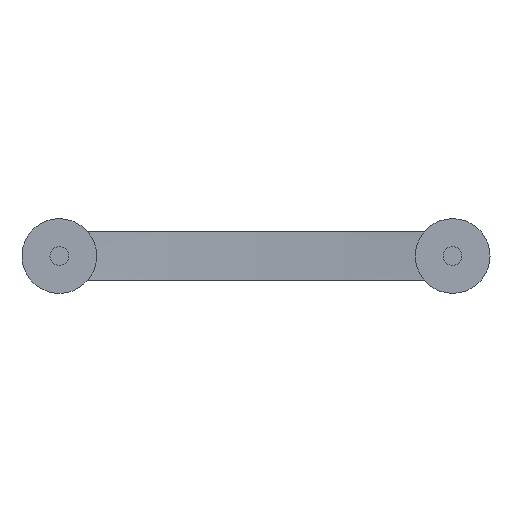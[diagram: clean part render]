
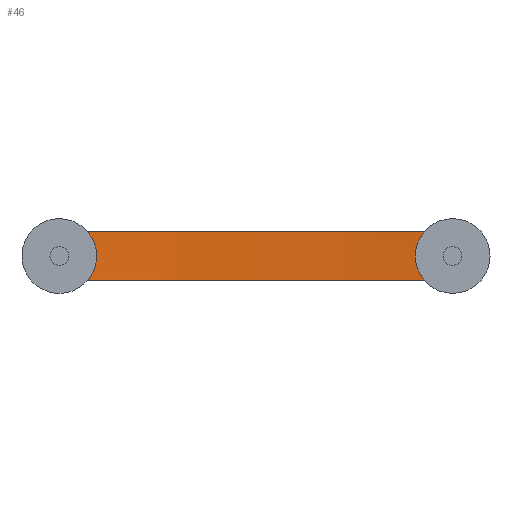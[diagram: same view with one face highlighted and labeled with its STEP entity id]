
A CAD part, front view. The second image highlights one B-rep face of the part: STEP entity #46.
In plain terms, the highlighted cylindrical face has radius 774.405 mm (diameter 1548.81 mm), a partial arc.
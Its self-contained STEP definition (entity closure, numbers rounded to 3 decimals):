
#46 = ADVANCED_FACE( '', ( #101 ), #102, .F. );
#101 = FACE_OUTER_BOUND( '', #172, .T. );
#102 = CYLINDRICAL_SURFACE( '', #173, 774.405 );
#172 = EDGE_LOOP( '', ( #247, #248, #249, #250 ) );
#173 = AXIS2_PLACEMENT_3D( '', #251, #252, #253 );
#247 = ORIENTED_EDGE( '', *, *, #367, .F. );
#248 = ORIENTED_EDGE( '', *, *, #369, .T. );
#249 = ORIENTED_EDGE( '', *, *, #361, .T. );
#250 = ORIENTED_EDGE( '', *, *, #370, .F. );
#251 = CARTESIAN_POINT( '', ( 106.5, -731.505, 11. ) );
#252 = DIRECTION( '', ( 0., 0., 1. ) );
#253 = DIRECTION( '', ( -1., 0., 0. ) );
#361 = EDGE_CURVE( '', #410, #408, #411, .T. );
#367 = EDGE_CURVE( '', #419, #414, #421, .T. );
#369 = EDGE_CURVE( '', #419, #410, #423, .T. );
#370 = EDGE_CURVE( '', #414, #408, #424, .T. );
#408 = VERTEX_POINT( '', #476 );
#410 = VERTEX_POINT( '', #481 );
#411 = CIRCLE( '', #482, 774.405 );
#414 = VERTEX_POINT( '', #488 );
#419 = VERTEX_POINT( '', #496 );
#421 = CIRCLE( '', #501, 774.405 );
#423 = B_SPLINE_CURVE_WITH_KNOTS( '', 3, ( #503, #504, #505, #506, #507, #508, #509, #510, #511, #512, #513, #514, #515, #516, #517, #518, #519, #520, #521, #522, #523, #524, #525, #526, #527, #528 ), .UNSPECIFIED., .F., .F., ( 4, 2, 2, 2, 2, 2, 2, 2, 2, 2, 2, 2, 4 ), ( 0., 0.003, 0.005, 0.006, 0.009, 0.011, 0.012, 0.014, 0.015, 0.018, 0.02, 0.022, 0.025 ), .UNSPECIFIED. );
#424 = B_SPLINE_CURVE_WITH_KNOTS( '', 3, ( #529, #530, #531, #532, #533, #534, #535, #536, #537, #538, #539, #540, #541, #542, #543, #544, #545, #546, #547, #548, #549, #550, #551, #552, #553, #554 ), .UNSPECIFIED., .F., .F., ( 4, 2, 2, 2, 2, 2, 2, 2, 2, 2, 2, 2, 4 ), ( 0., 0.003, 0.005, 0.006, 0.009, 0.011, 0.012, 0.014, 0.015, 0.018, 0.02, 0.022, 0.025 ), .UNSPECIFIED. );
#476 = CARTESIAN_POINT( '', ( 27.147, 38.824, 11. ) );
#481 = CARTESIAN_POINT( '', ( 185.853, 38.824, 11. ) );
#482 = AXIS2_PLACEMENT_3D( '', #761, #762, #763 );
#488 = CARTESIAN_POINT( '', ( 27.147, 38.824, -11. ) );
#496 = CARTESIAN_POINT( '', ( 185.853, 38.824, -11. ) );
#501 = AXIS2_PLACEMENT_3D( '', #767, #768, #769 );
#503 = CARTESIAN_POINT( '', ( 185.853, 38.824, -11. ) );
#504 = CARTESIAN_POINT( '', ( 185.094, 38.902, -10.294 ) );
#505 = CARTESIAN_POINT( '', ( 184.42, 38.97, -9.523 ) );
#506 = CARTESIAN_POINT( '', ( 183.532, 39.059, -8.271 ) );
#507 = CARTESIAN_POINT( '', ( 183.257, 39.087, -7.838 ) );
#508 = CARTESIAN_POINT( '', ( 182.749, 39.137, -6.938 ) );
#509 = CARTESIAN_POINT( '', ( 182.517, 39.16, -6.473 ) );
#510 = CARTESIAN_POINT( '', ( 181.9, 39.221, -5.059 ) );
#511 = CARTESIAN_POINT( '', ( 181.589, 39.251, -4.084 ) );
#512 = CARTESIAN_POINT( '', ( 181.272, 39.282, -2.571 ) );
#513 = CARTESIAN_POINT( '', ( 181.192, 39.29, -2.055 ) );
#514 = CARTESIAN_POINT( '', ( 181.086, 39.3, -1.029 ) );
#515 = CARTESIAN_POINT( '', ( 181.06, 39.302, -0.516 ) );
#516 = CARTESIAN_POINT( '', ( 181.06, 39.302, 0.509 ) );
#517 = CARTESIAN_POINT( '', ( 181.086, 39.3, 1.021 ) );
#518 = CARTESIAN_POINT( '', ( 181.191, 39.29, 2.043 ) );
#519 = CARTESIAN_POINT( '', ( 181.27, 39.282, 2.556 ) );
#520 = CARTESIAN_POINT( '', ( 181.587, 39.251, 4.077 ) );
#521 = CARTESIAN_POINT( '', ( 181.899, 39.221, 5.054 ) );
#522 = CARTESIAN_POINT( '', ( 182.512, 39.16, 6.464 ) );
#523 = CARTESIAN_POINT( '', ( 182.742, 39.138, 6.925 ) );
#524 = CARTESIAN_POINT( '', ( 183.251, 39.087, 7.827 ) );
#525 = CARTESIAN_POINT( '', ( 183.528, 39.06, 8.264 ) );
#526 = CARTESIAN_POINT( '', ( 184.419, 38.97, 9.522 ) );
#527 = CARTESIAN_POINT( '', ( 185.094, 38.902, 10.294 ) );
#528 = CARTESIAN_POINT( '', ( 185.853, 38.824, 11. ) );
#529 = CARTESIAN_POINT( '', ( 27.147, 38.824, -11. ) );
#530 = CARTESIAN_POINT( '', ( 27.906, 38.902, -10.294 ) );
#531 = CARTESIAN_POINT( '', ( 28.58, 38.97, -9.523 ) );
#532 = CARTESIAN_POINT( '', ( 29.468, 39.059, -8.271 ) );
#533 = CARTESIAN_POINT( '', ( 29.743, 39.087, -7.838 ) );
#534 = CARTESIAN_POINT( '', ( 30.251, 39.137, -6.938 ) );
#535 = CARTESIAN_POINT( '', ( 30.483, 39.16, -6.473 ) );
#536 = CARTESIAN_POINT( '', ( 31.1, 39.221, -5.059 ) );
#537 = CARTESIAN_POINT( '', ( 31.411, 39.251, -4.084 ) );
#538 = CARTESIAN_POINT( '', ( 31.728, 39.282, -2.571 ) );
#539 = CARTESIAN_POINT( '', ( 31.808, 39.29, -2.055 ) );
#540 = CARTESIAN_POINT( '', ( 31.914, 39.3, -1.029 ) );
#541 = CARTESIAN_POINT( '', ( 31.94, 39.302, -0.516 ) );
#542 = CARTESIAN_POINT( '', ( 31.94, 39.302, 0.509 ) );
#543 = CARTESIAN_POINT( '', ( 31.914, 39.3, 1.021 ) );
#544 = CARTESIAN_POINT( '', ( 31.809, 39.29, 2.043 ) );
#545 = CARTESIAN_POINT( '', ( 31.73, 39.282, 2.556 ) );
#546 = CARTESIAN_POINT( '', ( 31.413, 39.251, 4.077 ) );
#547 = CARTESIAN_POINT( '', ( 31.101, 39.221, 5.054 ) );
#548 = CARTESIAN_POINT( '', ( 30.488, 39.16, 6.464 ) );
#549 = CARTESIAN_POINT( '', ( 30.258, 39.138, 6.925 ) );
#550 = CARTESIAN_POINT( '', ( 29.749, 39.087, 7.827 ) );
#551 = CARTESIAN_POINT( '', ( 29.472, 39.06, 8.264 ) );
#552 = CARTESIAN_POINT( '', ( 28.581, 38.97, 9.522 ) );
#553 = CARTESIAN_POINT( '', ( 27.906, 38.902, 10.294 ) );
#554 = CARTESIAN_POINT( '', ( 27.147, 38.824, 11. ) );
#761 = CARTESIAN_POINT( '', ( 106.5, -731.505, 11. ) );
#762 = DIRECTION( '', ( 0., 0., 1. ) );
#763 = DIRECTION( '', ( 1., 0., 0. ) );
#767 = CARTESIAN_POINT( '', ( 106.5, -731.505, -11. ) );
#768 = DIRECTION( '', ( 0., 0., 1. ) );
#769 = DIRECTION( '', ( 1., 0., 0. ) );
